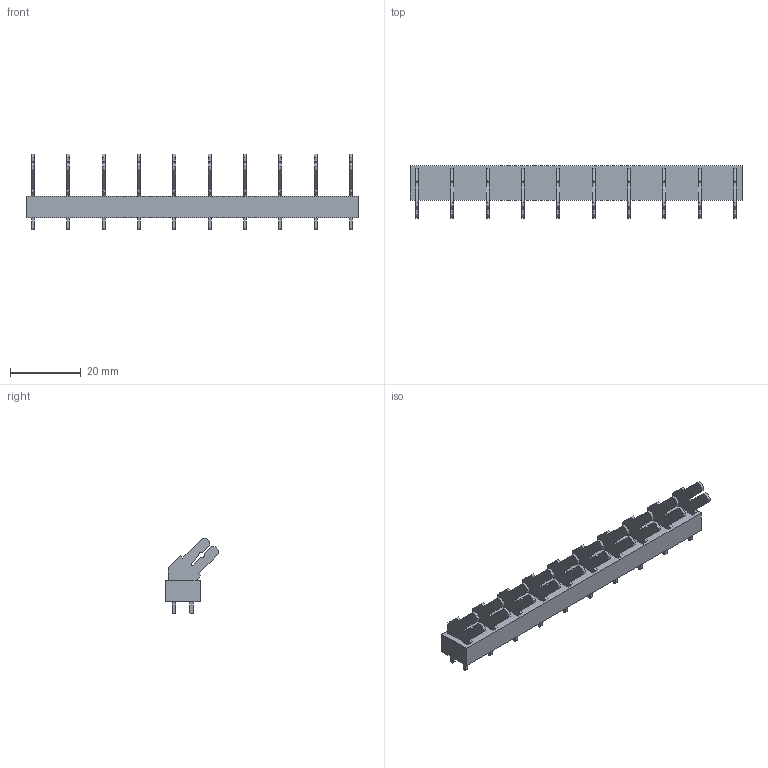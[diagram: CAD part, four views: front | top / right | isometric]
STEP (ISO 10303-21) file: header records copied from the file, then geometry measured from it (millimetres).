
FILE_DESCRIPTION(('CATIA V5 STEP Exchange','CAx-IF Rec.Pracs.--- Model Styling and Organization---1.2---2011-12-15'),'2;1');
FILE_NAME ('D1464995_0_9512170000_9512170000.stp','2019-01-18T13:09:17+00:00',('none'),('Weidmueller'),'CATIA Version 5-6 Release 2014','CATIA V5 STEP AP214','none');
FILE_SCHEMA(('AUTOMOTIVE_DESIGN { 1 0 10303 214 1 1 1 1 }'));
Length unit declared in the file: millimetre
Products named in the file (1): 9512170000
Bounding box: 94 x 15.01 x 21.5 mm (x, y, z)
Volume: 6274 mm3; surface area: 6412.3 mm2
Topology: 11 solids, 11 shells, 406 faces, 1192 edges, 808 vertices
Faces by surface type: plane 356, cylinder 50
Entity records: 11720 total; most frequent: ORIENTED_EDGE 2384, CARTESIAN_POINT 2080, DIRECTION 1350, EDGE_CURVE 1192, VECTOR 1092, LINE 1092, VERTEX_POINT 808, EDGE_LOOP 446
